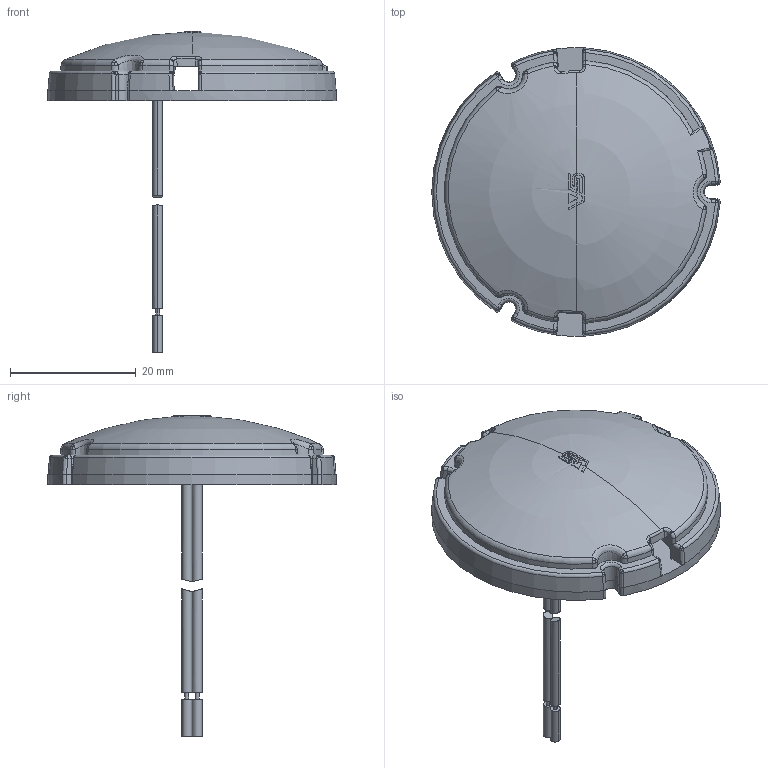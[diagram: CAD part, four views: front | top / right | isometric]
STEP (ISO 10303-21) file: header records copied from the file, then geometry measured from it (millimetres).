
FILE_DESCRIPTION(('Creo Elements/Direct Modeling STEP Export'),'2;1');
FILE_NAME('READYLINE_C05_8,7W_post.stp','2017-06-15T15:31:56',(''),(''),'Creo Elements/Direct Modeling STEP processor for AP214 (Solid Model)','Creo Elements/Direct Modeling 19.0F 14-Feb-2017 (C) Parametric Technology GmbH','');
FILE_SCHEMA(('AUTOMOTIVE_DESIGN { 1 0 10303 214 1 1 1 1 }'));
Length unit declared in the file: millimetre
Products named in the file (6): p28; cavo-post_2.1; cavo-post_1
Assembly tree (3 placements, depth 2):
  p28
    p28
  cavo-post_2.1
    cavo-post_2.1
  cavo-post_1
    cavo-post_1
Bounding box: 45.94 x 46 x 51.23 mm (x, y, z)
Volume: 8202.8 mm3; surface area: 7691.2 mm2
Topology: 3 solids, 14 shells, 450 faces, 1130 edges, 706 vertices
Faces by surface type: bspline 140, cylinder 109, plane 109, cone 37, torus 32, extrusion 12, sphere 11
Entity records: 30614 total; most frequent: CARTESIAN_POINT 21557, ORIENTED_EDGE 2260, DIRECTION 1269, EDGE_CURVE 1126, VERTEX_POINT 706, AXIS2_PLACEMENT_3D 519, EDGE_LOOP 460, FACE_OUTER_BOUND 450
